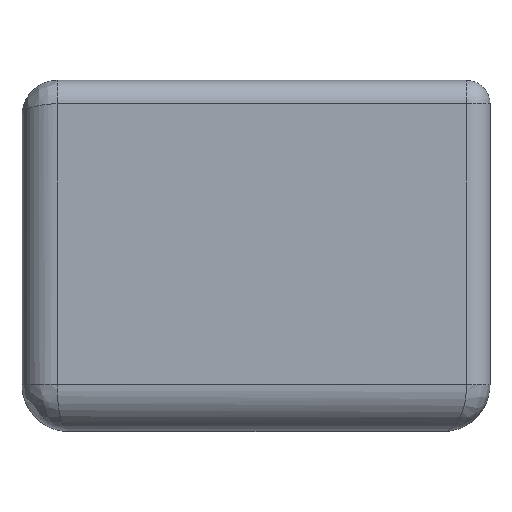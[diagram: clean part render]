
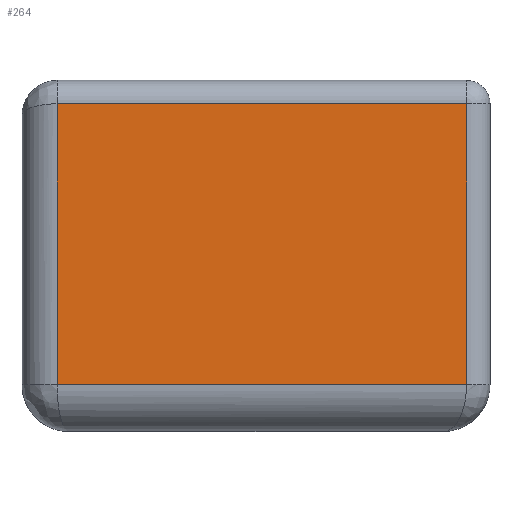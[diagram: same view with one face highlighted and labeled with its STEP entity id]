
A CAD part, top view. The second image highlights one B-rep face of the part: STEP entity #264.
In plain terms, the highlighted planar face has unit normal (0, 0, 1).
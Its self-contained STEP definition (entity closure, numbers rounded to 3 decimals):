
#19=PLANE('',#315);
#24=LINE('',#494,#44);
#36=LINE('',#558,#56);
#38=LINE('',#562,#58);
#39=LINE('',#563,#59);
#44=VECTOR('',#347,10.);
#56=VECTOR('',#383,10.);
#58=VECTOR('',#387,10.);
#59=VECTOR('',#388,10.);
#81=FACE_OUTER_BOUND('',#99,.T.);
#99=EDGE_LOOP('',(#223,#224,#225,#226));
#123=VERTEX_POINT('',#441);
#125=VERTEX_POINT('',#481);
#137=VERTEX_POINT('',#548);
#140=VERTEX_POINT('',#561);
#151=EDGE_CURVE('',#123,#125,#24,.T.);
#169=EDGE_CURVE('',#125,#137,#36,.T.);
#171=EDGE_CURVE('',#140,#123,#38,.T.);
#172=EDGE_CURVE('',#137,#140,#39,.T.);
#223=ORIENTED_EDGE('',*,*,#151,.F.);
#224=ORIENTED_EDGE('',*,*,#171,.F.);
#225=ORIENTED_EDGE('',*,*,#172,.F.);
#226=ORIENTED_EDGE('',*,*,#169,.F.);
#264=ADVANCED_FACE('',(#81),#19,.T.);
#315=AXIS2_PLACEMENT_3D('',#560,#385,#386);
#347=DIRECTION('',(-1.,0.,0.));
#383=DIRECTION('',(0.,1.,0.));
#385=DIRECTION('center_axis',(0.,0.,1.));
#386=DIRECTION('ref_axis',(1.,0.,0.));
#387=DIRECTION('',(0.,-1.,0.));
#388=DIRECTION('',(1.,0.,0.));
#441=CARTESIAN_POINT('',(18.,-11.,10.));
#481=CARTESIAN_POINT('',(-17.,-11.,10.));
#494=CARTESIAN_POINT('',(-10.,-11.,10.));
#548=CARTESIAN_POINT('',(-17.,13.,10.));
#558=CARTESIAN_POINT('',(-17.,7.5,10.));
#560=CARTESIAN_POINT('Origin',(0.,0.,10.));
#561=CARTESIAN_POINT('',(18.,13.,10.));
#562=CARTESIAN_POINT('',(18.,-7.5,10.));
#563=CARTESIAN_POINT('',(10.,13.,10.));
